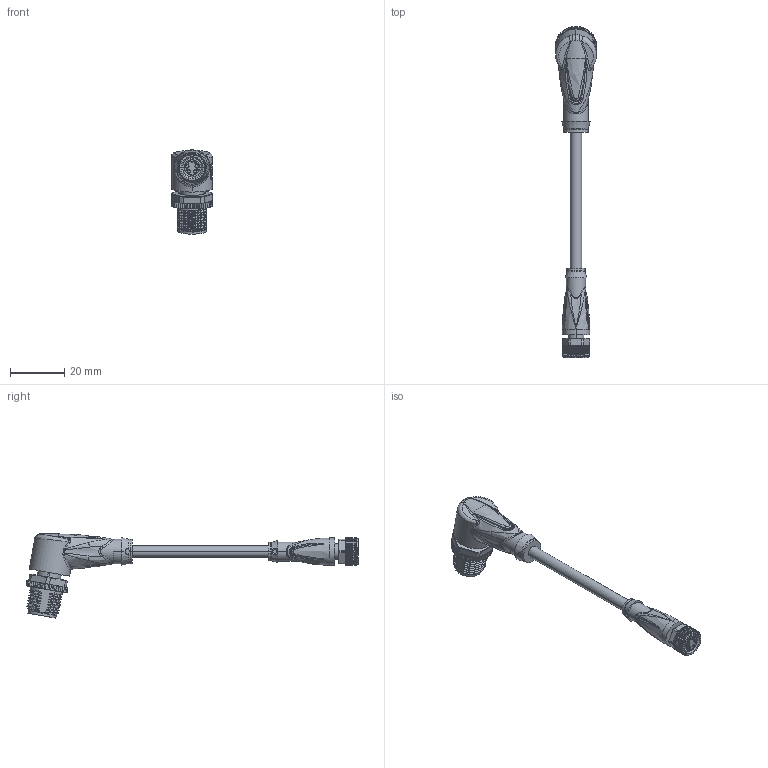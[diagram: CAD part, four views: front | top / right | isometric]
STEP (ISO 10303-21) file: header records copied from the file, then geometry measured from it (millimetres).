
FILE_DESCRIPTION(('STEP AP214'),'1');
FILE_NAME('cctmp_D9EEF9C3-0924-40A0-B99C-5640AD794882_2022_04_27_10_56_17_0719..stp','2022-04-27T08:56:28',('KiM GmbH'),('CADClick - www.CADClick.com'),'Spatial InterOp 3D postprocessed',' ','unknown authorization');
FILE_SCHEMA(('AUTOMOTIVE_DESIGN'));
Length unit declared in the file: millimetre
Products named in the file (9): Connection2; Connection2_2; Connection2_1; T196385_1; Cable; Connection1; Connection1_2; Connection1_1; T196385
Assembly tree (8 placements, depth 4):
  T196385
    T196385_1
      Connection2
        Connection2_2
        Connection2_1
      Cable
      Connection1
        Connection1_2
        Connection1_1
Bounding box: 15.4 x 121.98 x 30.94 mm (x, y, z)
Volume: 8424.1 mm3; surface area: 7000.4 mm2
Topology: 8 solids, 12 shells, 2045 faces, 5376 edges, 3402 vertices
Faces by surface type: plane 928, cylinder 377, bspline 301, torus 274, cone 141, extrusion 16, sphere 8
Entity records: 133482 total; most frequent: CARTESIAN_POINT 74960, ORIENTED_EDGE 10722, DIRECTION 8988, EDGE_CURVE 5365, VERTEX_POINT 3402, AXIS2_PLACEMENT_3D 3147, STYLED_ITEM 3130, PRESENTATION_STYLE_ASSIGNMENT 3130
